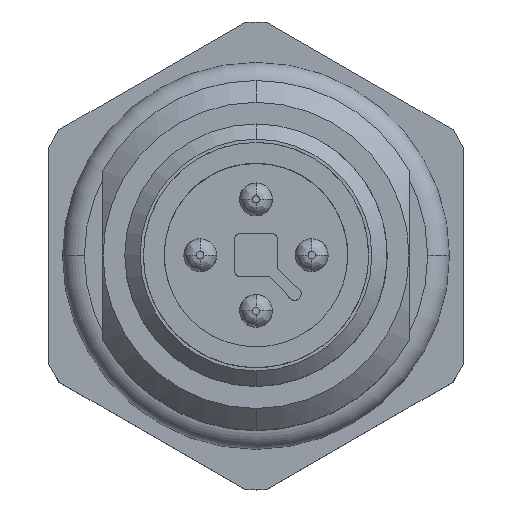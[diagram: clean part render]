
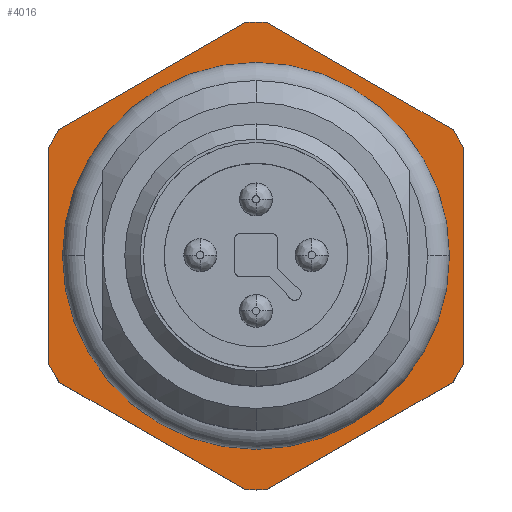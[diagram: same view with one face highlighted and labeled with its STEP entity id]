
A CAD part, top view. The second image highlights one B-rep face of the part: STEP entity #4016.
In plain terms, the highlighted planar face has unit normal (0, 0, 1).
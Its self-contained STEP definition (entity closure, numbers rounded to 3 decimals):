
#3679=AXIS2_PLACEMENT_3D('Circle Axis2P3D',#3677,#3678,$) ;
#3734=AXIS2_PLACEMENT_3D('Circle Axis2P3D',#3732,#3733,$) ;
#3782=AXIS2_PLACEMENT_3D('Circle Axis2P3D',#3780,#3781,$) ;
#3799=AXIS2_PLACEMENT_3D('Circle Axis2P3D',#3797,#3798,$) ;
#3854=AXIS2_PLACEMENT_3D('Circle Axis2P3D',#3852,#3853,$) ;
#3902=AXIS2_PLACEMENT_3D('Circle Axis2P3D',#3900,#3901,$) ;
#3950=AXIS2_PLACEMENT_3D('Circle Axis2P3D',#3948,#3949,$) ;
#3967=AXIS2_PLACEMENT_3D('Circle Axis2P3D',#3965,#3966,$) ;
#3980=AXIS2_PLACEMENT_3D('Plane Axis2P3D',#3977,#3978,#3979) ;
#4000=AXIS2_PLACEMENT_3D('Circle Axis2P3D',#3998,#3999,$) ;
#4009=AXIS2_PLACEMENT_3D('Circle Axis2P3D',#4007,#4008,$) ;
#3650=CARTESIAN_POINT('Vertex',(9.986,21.389,5.3)) ;
#3653=CARTESIAN_POINT('Line Origine',(14.25,18.927,5.3)) ;
#3657=CARTESIAN_POINT('Vertex',(18.514,16.466,5.3)) ;
#3677=CARTESIAN_POINT('Axis2P3D Location',(9.5,10.7,5.3)) ;
#3681=CARTESIAN_POINT('Vertex',(19.,15.623,5.3)) ;
#3701=CARTESIAN_POINT('Line Origine',(19.,10.7,5.3)) ;
#3705=CARTESIAN_POINT('Vertex',(19.,5.777,5.3)) ;
#3729=CARTESIAN_POINT('Vertex',(18.514,4.934,5.3)) ;
#3732=CARTESIAN_POINT('Axis2P3D Location',(9.5,10.7,5.3)) ;
#3749=CARTESIAN_POINT('Line Origine',(14.25,2.473,5.3)) ;
#3753=CARTESIAN_POINT('Vertex',(9.986,0.011,5.3)) ;
#3777=CARTESIAN_POINT('Vertex',(9.5,0.,5.3)) ;
#3780=CARTESIAN_POINT('Axis2P3D Location',(9.5,10.7,5.3)) ;
#3797=CARTESIAN_POINT('Axis2P3D Location',(9.5,10.7,5.3)) ;
#3801=CARTESIAN_POINT('Vertex',(9.014,0.011,5.3)) ;
#3821=CARTESIAN_POINT('Line Origine',(4.75,2.473,5.3)) ;
#3825=CARTESIAN_POINT('Vertex',(0.486,4.934,5.3)) ;
#3849=CARTESIAN_POINT('Vertex',(0.,5.777,5.3)) ;
#3852=CARTESIAN_POINT('Axis2P3D Location',(9.5,10.7,5.3)) ;
#3869=CARTESIAN_POINT('Line Origine',(0.,10.7,5.3)) ;
#3873=CARTESIAN_POINT('Vertex',(0.,15.623,5.3)) ;
#3897=CARTESIAN_POINT('Vertex',(0.486,16.466,5.3)) ;
#3900=CARTESIAN_POINT('Axis2P3D Location',(9.5,10.7,5.3)) ;
#3917=CARTESIAN_POINT('Line Origine',(4.75,18.927,5.3)) ;
#3921=CARTESIAN_POINT('Vertex',(9.014,21.389,5.3)) ;
#3945=CARTESIAN_POINT('Vertex',(9.5,21.4,5.3)) ;
#3948=CARTESIAN_POINT('Axis2P3D Location',(9.5,10.7,5.3)) ;
#3965=CARTESIAN_POINT('Axis2P3D Location',(9.5,10.7,5.3)) ;
#3977=CARTESIAN_POINT('Axis2P3D Location',(9.5,17.55,5.3)) ;
#3998=CARTESIAN_POINT('Axis2P3D Location',(9.5,10.7,5.3)) ;
#4002=CARTESIAN_POINT('Vertex',(17.35,10.7,5.3)) ;
#4004=CARTESIAN_POINT('Vertex',(1.65,10.7,5.3)) ;
#4007=CARTESIAN_POINT('Axis2P3D Location',(9.5,10.7,5.3)) ;
#3654=DIRECTION('Vector Direction',(-0.866,0.5,0.)) ;
#3678=DIRECTION('Axis2P3D Direction',(0.,0.,1.)) ;
#3702=DIRECTION('Vector Direction',(0.,1.,0.)) ;
#3733=DIRECTION('Axis2P3D Direction',(0.,0.,1.)) ;
#3750=DIRECTION('Vector Direction',(0.866,0.5,0.)) ;
#3781=DIRECTION('Axis2P3D Direction',(0.,-0.,1.)) ;
#3798=DIRECTION('Axis2P3D Direction',(0.,-0.,1.)) ;
#3822=DIRECTION('Vector Direction',(0.866,-0.5,0.)) ;
#3853=DIRECTION('Axis2P3D Direction',(0.,0.,1.)) ;
#3870=DIRECTION('Vector Direction',(0.,-1.,0.)) ;
#3901=DIRECTION('Axis2P3D Direction',(0.,0.,1.)) ;
#3918=DIRECTION('Vector Direction',(-0.866,-0.5,0.)) ;
#3949=DIRECTION('Axis2P3D Direction',(0.,0.,1.)) ;
#3966=DIRECTION('Axis2P3D Direction',(0.,0.,1.)) ;
#3978=DIRECTION('Axis2P3D Direction',(0.,-0.,1.)) ;
#3979=DIRECTION('Axis2P3D XDirection',(1.,0.,0.)) ;
#3999=DIRECTION('Axis2P3D Direction',(0.,-0.,1.)) ;
#4008=DIRECTION('Axis2P3D Direction',(0.,-0.,1.)) ;
#3655=VECTOR('Line Direction',#3654,1.) ;
#3703=VECTOR('Line Direction',#3702,1.) ;
#3751=VECTOR('Line Direction',#3750,1.) ;
#3823=VECTOR('Line Direction',#3822,1.) ;
#3871=VECTOR('Line Direction',#3870,1.) ;
#3919=VECTOR('Line Direction',#3918,1.) ;
#3983=ORIENTED_EDGE('',*,*,#3659,.T.) ;
#3984=ORIENTED_EDGE('',*,*,#3969,.T.) ;
#3985=ORIENTED_EDGE('',*,*,#3952,.T.) ;
#3986=ORIENTED_EDGE('',*,*,#3923,.T.) ;
#3987=ORIENTED_EDGE('',*,*,#3904,.T.) ;
#3988=ORIENTED_EDGE('',*,*,#3875,.T.) ;
#3989=ORIENTED_EDGE('',*,*,#3856,.T.) ;
#3990=ORIENTED_EDGE('',*,*,#3827,.T.) ;
#3991=ORIENTED_EDGE('',*,*,#3803,.T.) ;
#3992=ORIENTED_EDGE('',*,*,#3784,.T.) ;
#3993=ORIENTED_EDGE('',*,*,#3755,.T.) ;
#3994=ORIENTED_EDGE('',*,*,#3736,.T.) ;
#3995=ORIENTED_EDGE('',*,*,#3707,.T.) ;
#3996=ORIENTED_EDGE('',*,*,#3683,.T.) ;
#4013=ORIENTED_EDGE('',*,*,#4006,.F.) ;
#4014=ORIENTED_EDGE('',*,*,#4011,.F.) ;
#4015=FACE_BOUND('',#4012,.T.) ;
#4016=ADVANCED_FACE('Hauptkoerper',(#3997,#4015),#3981,.T.) ;
#3680=CIRCLE('generated circle',#3679,10.7) ;
#3735=CIRCLE('generated circle',#3734,10.7) ;
#3783=CIRCLE('generated circle',#3782,10.7) ;
#3800=CIRCLE('generated circle',#3799,10.7) ;
#3855=CIRCLE('generated circle',#3854,10.7) ;
#3903=CIRCLE('generated circle',#3902,10.7) ;
#3951=CIRCLE('generated circle',#3950,10.7) ;
#3968=CIRCLE('generated circle',#3967,10.7) ;
#4001=CIRCLE('generated circle',#4000,7.85) ;
#4010=CIRCLE('generated circle',#4009,7.85) ;
#3659=EDGE_CURVE('',#3658,#3651,#3656,.T.) ;
#3683=EDGE_CURVE('',#3682,#3658,#3680,.T.) ;
#3707=EDGE_CURVE('',#3706,#3682,#3704,.T.) ;
#3736=EDGE_CURVE('',#3730,#3706,#3735,.T.) ;
#3755=EDGE_CURVE('',#3754,#3730,#3752,.T.) ;
#3784=EDGE_CURVE('',#3778,#3754,#3783,.T.) ;
#3803=EDGE_CURVE('',#3802,#3778,#3800,.T.) ;
#3827=EDGE_CURVE('',#3826,#3802,#3824,.T.) ;
#3856=EDGE_CURVE('',#3850,#3826,#3855,.T.) ;
#3875=EDGE_CURVE('',#3874,#3850,#3872,.T.) ;
#3904=EDGE_CURVE('',#3898,#3874,#3903,.T.) ;
#3923=EDGE_CURVE('',#3922,#3898,#3920,.T.) ;
#3952=EDGE_CURVE('',#3946,#3922,#3951,.T.) ;
#3969=EDGE_CURVE('',#3651,#3946,#3968,.T.) ;
#4006=EDGE_CURVE('',#4003,#4005,#4001,.T.) ;
#4011=EDGE_CURVE('',#4005,#4003,#4010,.T.) ;
#3982=EDGE_LOOP('',(#3983,#3984,#3985,#3986,#3987,#3988,#3989,#3990,#3991,#3992,#3993,#3994,#3995,#3996)) ;
#4012=EDGE_LOOP('',(#4013,#4014)) ;
#3997=FACE_OUTER_BOUND('',#3982,.T.) ;
#3656=LINE('Line',#3653,#3655) ;
#3704=LINE('Line',#3701,#3703) ;
#3752=LINE('Line',#3749,#3751) ;
#3824=LINE('Line',#3821,#3823) ;
#3872=LINE('Line',#3869,#3871) ;
#3920=LINE('Line',#3917,#3919) ;
#3981=PLANE('',#3980) ;
#3651=VERTEX_POINT('',#3650) ;
#3658=VERTEX_POINT('',#3657) ;
#3682=VERTEX_POINT('',#3681) ;
#3706=VERTEX_POINT('',#3705) ;
#3730=VERTEX_POINT('',#3729) ;
#3754=VERTEX_POINT('',#3753) ;
#3778=VERTEX_POINT('',#3777) ;
#3802=VERTEX_POINT('',#3801) ;
#3826=VERTEX_POINT('',#3825) ;
#3850=VERTEX_POINT('',#3849) ;
#3874=VERTEX_POINT('',#3873) ;
#3898=VERTEX_POINT('',#3897) ;
#3922=VERTEX_POINT('',#3921) ;
#3946=VERTEX_POINT('',#3945) ;
#4003=VERTEX_POINT('',#4002) ;
#4005=VERTEX_POINT('',#4004) ;
